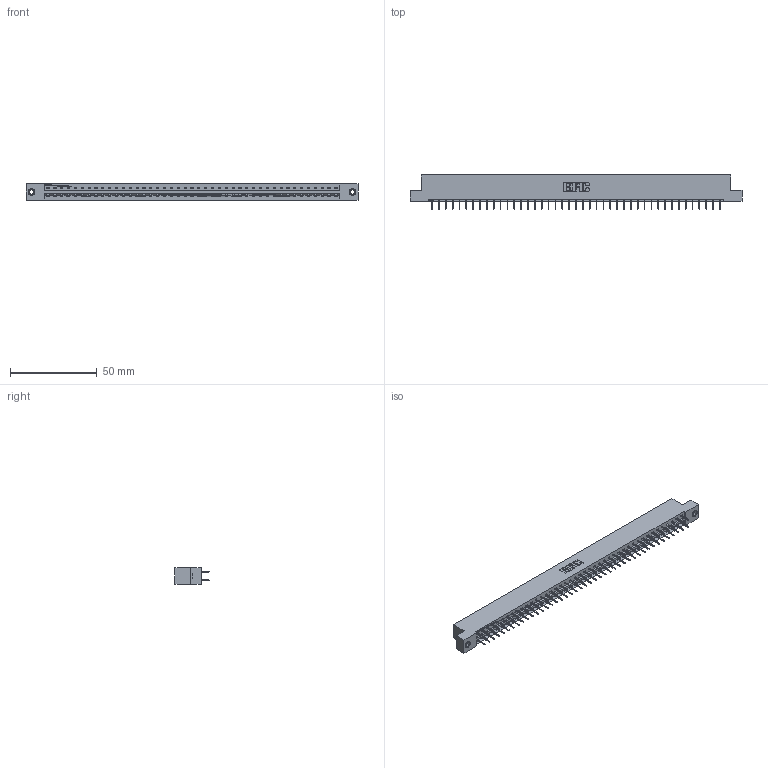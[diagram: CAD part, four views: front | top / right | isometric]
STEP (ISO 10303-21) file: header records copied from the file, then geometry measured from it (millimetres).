
FILE_DESCRIPTION (( 'STEP AP203' ), '1' );
FILE_NAME ('833-086-524-207.STEP', '2020-06-06T03:10:42', ( '' ), ( '' ), 'SwSTEP 2.0', 'SolidWorks 2020', '' );
FILE_SCHEMA (( 'CONFIG_CONTROL_DESIGN' ));
Length unit declared in the file: inch
Products named in the file (4): 833-086-524-207; 345-292-001_345-293-124; 833 Part_Flush - .156 Dia - TI; 345-250-001_345-250-005-103
Assembly tree (89 placements, depth 2):
  833-086-524-207
    833 Part_Flush - .156 Dia - TI
    345-292-001_345-293-124  x86
    345-250-001_345-250-005-103  x2
Bounding box: 191.92 x 19.69 x 9.4 mm (x, y, z)
Volume: 16274.7 mm3; surface area: 21272.7 mm2
Topology: 89 solids, 89 shells, 4990 faces, 14121 edges, 9067 vertices
Faces by surface type: plane 3714, cylinder 1260, cone 12, torus 4
Entity records: 28794 total; most frequent: CARTESIAN_POINT 4753, ORIENTED_EDGE 4682, DIRECTION 4091, EDGE_CURVE 2341, LINE 2197, VECTOR 2197, VERTEX_POINT 1552, AXIS2_PLACEMENT_3D 947
